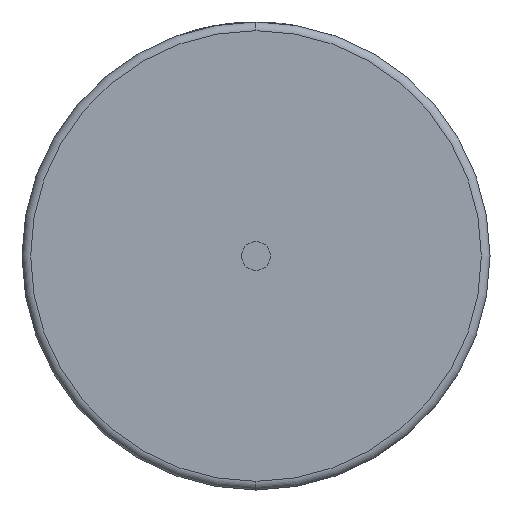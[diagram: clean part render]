
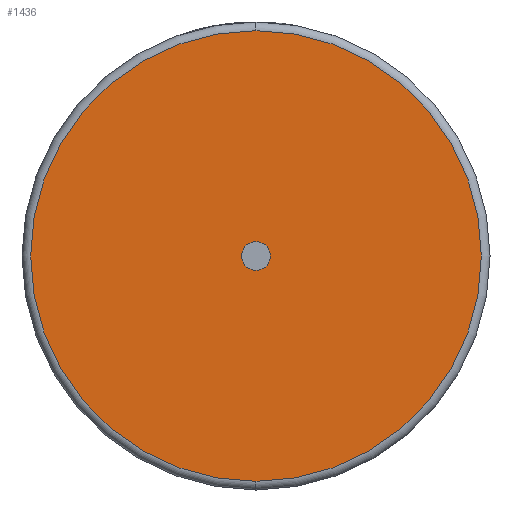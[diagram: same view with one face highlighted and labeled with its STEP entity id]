
A CAD part, left-side view. The second image highlights one B-rep face of the part: STEP entity #1436.
In plain terms, the highlighted planar face has unit normal (-1, 0, 0).
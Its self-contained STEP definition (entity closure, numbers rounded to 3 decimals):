
#64 = CIRCLE ( 'NONE', #4683, 6.5 ) ;
#154 = EDGE_CURVE ( 'NONE', #687, #4242, #64, .T. ) ;
#160 = ORIENTED_EDGE ( 'NONE', *, *, #154, .T. ) ;
#167 = EDGE_CURVE ( 'NONE', #859, #1754, #1039, .T. ) ;
#603 = CARTESIAN_POINT ( 'NONE',  ( 0., 0., 0. ) ) ;
#687 = VERTEX_POINT ( 'NONE', #1581 ) ;
#808 = ORIENTED_EDGE ( 'NONE', *, *, #167, .F. ) ;
#842 = AXIS2_PLACEMENT_3D ( 'NONE', #1606, #4197, #1283 ) ;
#850 = CARTESIAN_POINT ( 'NONE',  ( 0., 0., -0.415 ) ) ;
#859 = VERTEX_POINT ( 'NONE', #850 ) ;
#1039 = CIRCLE ( 'NONE', #4531, 0.415 ) ;
#1283 = DIRECTION ( 'NONE',  ( 0., 0., -1. ) ) ;
#1358 = CIRCLE ( 'NONE', #842, 6.5 ) ;
#1436 = ADVANCED_FACE ( 'NONE', ( #3439, #1626 ), #3501, .F. ) ;
#1472 = ORIENTED_EDGE ( 'NONE', *, *, #3885, .T. ) ;
#1551 = DIRECTION ( 'NONE',  ( 0., 0., -1. ) ) ;
#1581 = CARTESIAN_POINT ( 'NONE',  ( 0., 0., -6.5 ) ) ;
#1606 = CARTESIAN_POINT ( 'NONE',  ( 0., 0., 0. ) ) ;
#1626 = FACE_BOUND ( 'NONE', #4671, .T. ) ;
#1754 = VERTEX_POINT ( 'NONE', #2627 ) ;
#1956 = AXIS2_PLACEMENT_3D ( 'NONE', #3752, #2942, #1551 ) ;
#2097 = EDGE_CURVE ( 'NONE', #1754, #859, #3290, .T. ) ;
#2310 = DIRECTION ( 'NONE',  ( 1., 0., 0. ) ) ;
#2409 = AXIS2_PLACEMENT_3D ( 'NONE', #3880, #2310, #3866 ) ;
#2436 = DIRECTION ( 'NONE',  ( -1., 0., 0. ) ) ;
#2552 = ORIENTED_EDGE ( 'NONE', *, *, #2097, .F. ) ;
#2627 = CARTESIAN_POINT ( 'NONE',  ( 0., 0., 0.415 ) ) ;
#2776 = DIRECTION ( 'NONE',  ( -1., 0., 0. ) ) ;
#2942 = DIRECTION ( 'NONE',  ( -1., 0., 0. ) ) ;
#3168 = DIRECTION ( 'NONE',  ( 0., 0., -1. ) ) ;
#3290 = CIRCLE ( 'NONE', #1956, 0.415 ) ;
#3396 = EDGE_LOOP ( 'NONE', ( #160, #1472 ) ) ;
#3439 = FACE_OUTER_BOUND ( 'NONE', #3396, .T. ) ;
#3501 = PLANE ( 'NONE',  #2409 ) ;
#3519 = CARTESIAN_POINT ( 'NONE',  ( 0., 0., 0. ) ) ;
#3714 = CARTESIAN_POINT ( 'NONE',  ( 0., 0., 6.5 ) ) ;
#3752 = CARTESIAN_POINT ( 'NONE',  ( 0., 0., 0. ) ) ;
#3866 = DIRECTION ( 'NONE',  ( 0., 0., -1. ) ) ;
#3880 = CARTESIAN_POINT ( 'NONE',  ( 0., 0., 0. ) ) ;
#3885 = EDGE_CURVE ( 'NONE', #4242, #687, #1358, .T. ) ;
#3912 = DIRECTION ( 'NONE',  ( 0., 0., -1. ) ) ;
#4197 = DIRECTION ( 'NONE',  ( -1., 0., 0. ) ) ;
#4242 = VERTEX_POINT ( 'NONE', #3714 ) ;
#4531 = AXIS2_PLACEMENT_3D ( 'NONE', #603, #2776, #3912 ) ;
#4671 = EDGE_LOOP ( 'NONE', ( #808, #2552 ) ) ;
#4683 = AXIS2_PLACEMENT_3D ( 'NONE', #3519, #2436, #3168 ) ;
